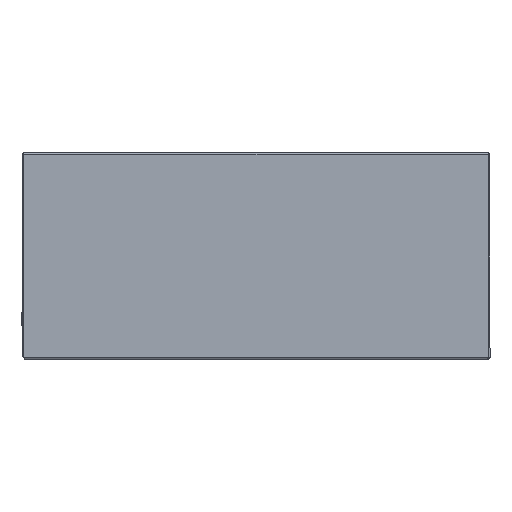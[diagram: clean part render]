
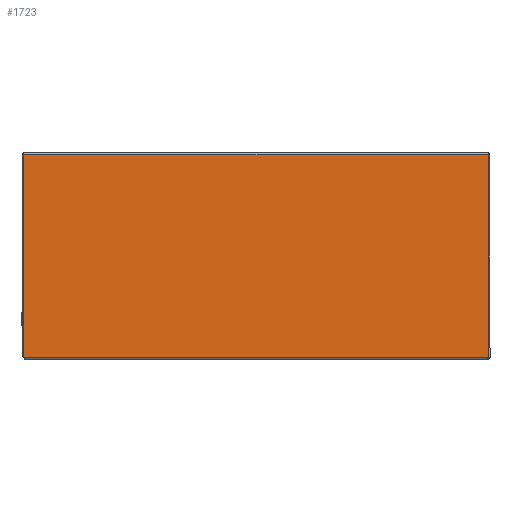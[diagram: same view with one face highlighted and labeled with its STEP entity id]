
A CAD part, front view. The second image highlights one B-rep face of the part: STEP entity #1723.
In plain terms, the highlighted planar face has unit normal (0, -1, 0).
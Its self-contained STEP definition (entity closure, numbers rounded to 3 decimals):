
#33 = CARTESIAN_POINT ( 'NONE',  ( 0., -1.937, 0. ) ) ;
#150 = EDGE_CURVE ( 'NONE', #1305, #481, #896, .T. ) ;
#161 = CARTESIAN_POINT ( 'NONE',  ( 500., -1.937, 0. ) ) ;
#221 = LINE ( 'NONE', #33, #1140 ) ;
#360 = EDGE_CURVE ( 'NONE', #2701, #1305, #2827, .T. ) ;
#460 = DIRECTION ( 'NONE',  ( 0., 0., 1. ) ) ;
#481 = VERTEX_POINT ( 'NONE', #543 ) ;
#543 = CARTESIAN_POINT ( 'NONE',  ( 500., -1.937, -1.937 ) ) ;
#703 = VERTEX_POINT ( 'NONE', #2697 ) ;
#814 = ORIENTED_EDGE ( 'NONE', *, *, #150, .T. ) ;
#849 = DIRECTION ( 'NONE',  ( 0., 0., -1. ) ) ;
#896 = LINE ( 'NONE', #161, #2135 ) ;
#922 = AXIS2_PLACEMENT_3D ( 'NONE', #3258, #1608, #3220 ) ;
#977 = CARTESIAN_POINT ( 'NONE',  ( 500., -1.937, -220. ) ) ;
#979 = CARTESIAN_POINT ( 'NONE',  ( 500., -1.937, -1.937 ) ) ;
#1140 = VECTOR ( 'NONE', #849, 1000. ) ;
#1305 = VERTEX_POINT ( 'NONE', #977 ) ;
#1312 = PLANE ( 'NONE',  #922 ) ;
#1474 = DIRECTION ( 'NONE',  ( 1., 0., 0. ) ) ;
#1608 = DIRECTION ( 'NONE',  ( 0., 1., 0. ) ) ;
#1723 = ADVANCED_FACE ( 'NONE', ( #3038 ), #1312, .F. ) ;
#1727 = LINE ( 'NONE', #979, #2804 ) ;
#1756 = VECTOR ( 'NONE', #2456, 1000. ) ;
#2135 = VECTOR ( 'NONE', #460, 1000. ) ;
#2262 = EDGE_CURVE ( 'NONE', #703, #2701, #221, .T. ) ;
#2439 = ORIENTED_EDGE ( 'NONE', *, *, #360, .T. ) ;
#2456 = DIRECTION ( 'NONE',  ( 1., 0., 0. ) ) ;
#2574 = CARTESIAN_POINT ( 'NONE',  ( 0., -1.937, -220. ) ) ;
#2656 = EDGE_CURVE ( 'NONE', #703, #481, #1727, .T. ) ;
#2697 = CARTESIAN_POINT ( 'NONE',  ( 0., -1.937, -1.937 ) ) ;
#2701 = VERTEX_POINT ( 'NONE', #2574 ) ;
#2802 = EDGE_LOOP ( 'NONE', ( #2975, #3539, #2439, #814 ) ) ;
#2804 = VECTOR ( 'NONE', #1474, 1000. ) ;
#2827 = LINE ( 'NONE', #3023, #1756 ) ;
#2975 = ORIENTED_EDGE ( 'NONE', *, *, #2656, .F. ) ;
#3023 = CARTESIAN_POINT ( 'NONE',  ( 0., -1.937, -220. ) ) ;
#3038 = FACE_OUTER_BOUND ( 'NONE', #2802, .T. ) ;
#3220 = DIRECTION ( 'NONE',  ( 0., 0., 1. ) ) ;
#3258 = CARTESIAN_POINT ( 'NONE',  ( 0., -1.937, 0. ) ) ;
#3539 = ORIENTED_EDGE ( 'NONE', *, *, #2262, .T. ) ;
